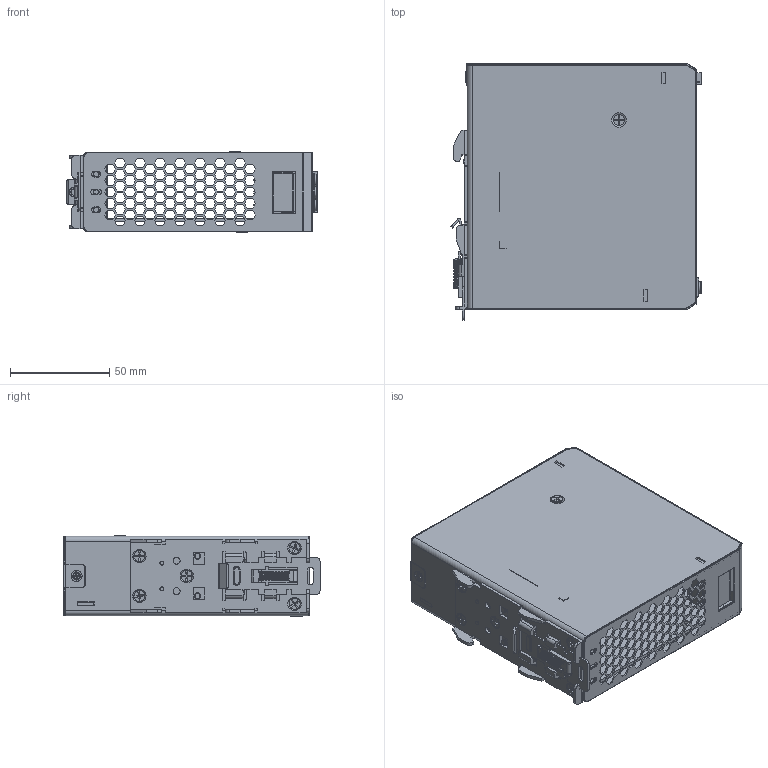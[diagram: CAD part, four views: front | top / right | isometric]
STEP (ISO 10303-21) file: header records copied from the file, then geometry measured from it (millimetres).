
FILE_DESCRIPTION (( 'STEP AP214' ), '1' );
FILE_NAME ('PSV24-120S.STEP', '2018-09-27T16:33:39', ( '' ), ( '' ), 'SwSTEP 2.0', 'SolidWorks 2017', '' );
FILE_SCHEMA (( 'AUTOMOTIVE_DESIGN' ));
Length unit declared in the file: inch
Products named in the file (1): PSV24-120S
Bounding box: 125.84 x 128.89 x 40.93 mm (x, y, z)
Volume: 92110.7 mm3; surface area: 132435.9 mm2
Topology: 21 solids, 24 shells, 3169 faces, 8774 edges, 5782 vertices
Faces by surface type: plane 2406, cylinder 382, bspline 347, cone 21, torus 13
Full cylindrical faces by diameter (mm): 1 x4, 1.6 x3, 1.8 x4, 1.85 x2, 2 x2, 2.5 x5, 2.9 x2, 3 x6, 3.175 x8, 3.5 x3, 3.7 x5, 4 x8, 4.3 x1, 4.5 x6, 4.9 x3, 5.5 x2, 5.588 x8, 5.75 x3
Entity records: 170646 total; most frequent: CARTESIAN_POINT 49958, ORIENTED_EDGE 17298, DIRECTION 14200, EDGE_CURVE 8649, LINE 7040, VECTOR 7040, VERTEX_POINT 5766, EDGE_LOOP 3867
